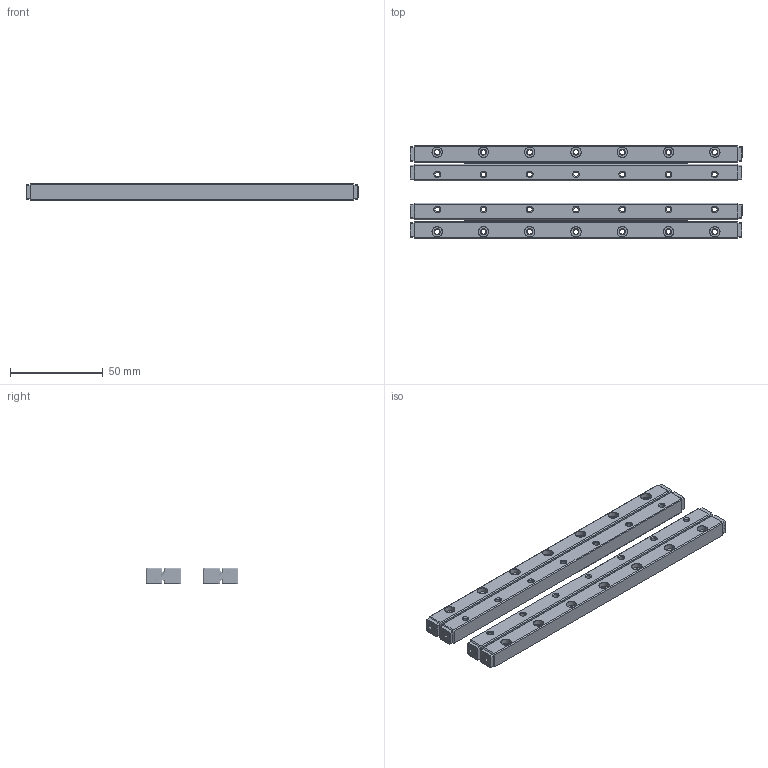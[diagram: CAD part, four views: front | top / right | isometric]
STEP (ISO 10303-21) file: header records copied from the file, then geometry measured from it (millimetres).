
FILE_DESCRIPTION(/* description */ (''),/* implementation_level */ '2;1');
FILE_NAME(/* name */ 'Set RNG-4175x27KRE.stp',/* time_stamp */ '2018-12-10T19:32:51+01:00',/* author */ (''),/* organization */ (''),/* preprocessor_version */ 'ST-DEVELOPER v16.7',/* originating_system */ 'SIEMENS PLM Software NX 12.0',/* authorisation */ '');
FILE_SCHEMA (('AUTOMOTIVE_DESIGN { 1 0 10303 214 3 1 1 1 }'));
Length unit declared in the file: millimetre
Products named in the file (7): 019789_A_3-Roller Ø4x3; 027893_A_5-Body Cage R4x27KRE; DIN 7991-M3x8-12.9_A_3-Socket Countersunk Head Screw; 041367_A_1-Endpiece GB-4 RNG; 041329_A_1-Rail RNG-4175; 028266_A_4-Roller Cage R4x27KRE Assy; 052616_A_1-Set RNG-4175x27KRE
Assembly tree (51 placements, depth 3):
  052616_A_1-Set RNG-4175x27KRE
    041329_A_1-Rail RNG-4175  x4
    028266_A_4-Roller Cage R4x27KRE Assy  x2
      027893_A_5-Body Cage R4x27KRE
      019789_A_3-Roller Ø4x3
    041367_A_1-Endpiece GB-4 RNG  x8
    DIN 7991-M3x8-12.9_A_3-Socket Countersunk Head Screw  x8
Bounding box: 179.4 x 50 x 9 mm (x, y, z)
Volume: 52656.3 mm3; surface area: 42206.3 mm2
Topology: 78 solids, 78 shells, 2610 faces, 7068 edges, 4590 vertices
Faces by surface type: cylinder 1086, plane 852, torus 432, cone 240
Full cylindrical faces by diameter (mm): 0.5 x224, 2 x56, 2.26 x8, 2.65 x28, 3 x8, 3.2 x8, 3.5 x8, 4 x54, 5.5 x28, 6 x8
Entity records: 18998 total; most frequent: CARTESIAN_POINT 3735, DIRECTION 3401, ORIENTED_EDGE 2880, EDGE_CURVE 1440, AXIS2_PLACEMENT_3D 1400, VERTEX_POINT 1005, EDGE_LOOP 809, CIRCLE 755
